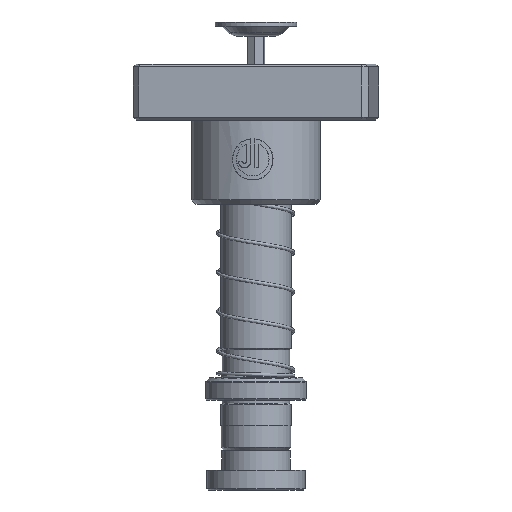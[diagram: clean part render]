
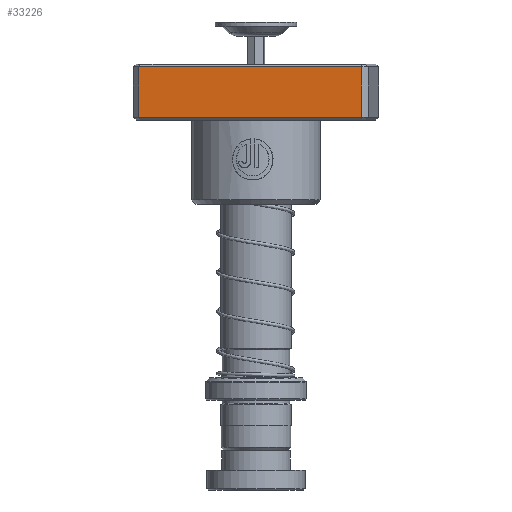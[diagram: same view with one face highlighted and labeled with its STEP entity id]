
A CAD part, front view. The second image highlights one B-rep face of the part: STEP entity #33226.
In plain terms, the highlighted face is planar.
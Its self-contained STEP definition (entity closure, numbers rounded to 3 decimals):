
#2400 = VECTOR ( 'NONE', #19037, 1000. ) ;
#2451 = DIRECTION ( 'NONE',  ( -1., 0., 0. ) ) ;
#2927 = VECTOR ( 'NONE', #23141, 1000. ) ;
#3950 = EDGE_LOOP ( 'NONE', ( #4963, #25117, #23038, #10998 ) ) ;
#4963 = ORIENTED_EDGE ( 'NONE', *, *, #37355, .T. ) ;
#5060 = CARTESIAN_POINT ( 'NONE',  ( 40., 24., 20. ) ) ;
#5481 = CARTESIAN_POINT ( 'NONE',  ( -40., 24., 1. ) ) ;
#6471 = VECTOR ( 'NONE', #2451, 1000. ) ;
#7893 = CARTESIAN_POINT ( 'NONE',  ( 40., 24., 19. ) ) ;
#10085 = VECTOR ( 'NONE', #37558, 1000. ) ;
#10998 = ORIENTED_EDGE ( 'NONE', *, *, #26353, .T. ) ;
#12448 = EDGE_CURVE ( 'NONE', #14493, #32424, #15042, .T. ) ;
#12456 = CARTESIAN_POINT ( 'NONE',  ( -40., 24., 20. ) ) ;
#14493 = VERTEX_POINT ( 'NONE', #17743 ) ;
#14893 = DIRECTION ( 'NONE',  ( 0., -1., 0. ) ) ;
#15042 = LINE ( 'NONE', #24328, #6471 ) ;
#17743 = CARTESIAN_POINT ( 'NONE',  ( 40., 24., 1. ) ) ;
#19037 = DIRECTION ( 'NONE',  ( 1., 0., 0. ) ) ;
#19739 = VERTEX_POINT ( 'NONE', #27836 ) ;
#20584 = LINE ( 'NONE', #12456, #2927 ) ;
#23038 = ORIENTED_EDGE ( 'NONE', *, *, #28890, .F. ) ;
#23141 = DIRECTION ( 'NONE',  ( 0., 0., -1. ) ) ;
#24328 = CARTESIAN_POINT ( 'NONE',  ( -40., 24., 1. ) ) ;
#25117 = ORIENTED_EDGE ( 'NONE', *, *, #12448, .T. ) ;
#25273 = PLANE ( 'NONE',  #35870 ) ;
#26353 = EDGE_CURVE ( 'NONE', #45818, #19739, #32662, .T. ) ;
#27836 = CARTESIAN_POINT ( 'NONE',  ( 40., 24., 19. ) ) ;
#28890 = EDGE_CURVE ( 'NONE', #45818, #32424, #20584, .T. ) ;
#29088 = DIRECTION ( 'NONE',  ( 0., 0., -1. ) ) ;
#32424 = VERTEX_POINT ( 'NONE', #5481 ) ;
#32662 = LINE ( 'NONE', #7893, #2400 ) ;
#33226 = ADVANCED_FACE ( 'NONE', ( #39257 ), #25273, .F. ) ;
#35870 = AXIS2_PLACEMENT_3D ( 'NONE', #44009, #14893, #29088 ) ;
#37355 = EDGE_CURVE ( 'NONE', #19739, #14493, #39695, .T. ) ;
#37558 = DIRECTION ( 'NONE',  ( 0., 0., -1. ) ) ;
#39257 = FACE_OUTER_BOUND ( 'NONE', #3950, .T. ) ;
#39695 = LINE ( 'NONE', #5060, #10085 ) ;
#44009 = CARTESIAN_POINT ( 'NONE',  ( -40., 24., 20. ) ) ;
#45814 = CARTESIAN_POINT ( 'NONE',  ( -40., 24., 19. ) ) ;
#45818 = VERTEX_POINT ( 'NONE', #45814 ) ;
